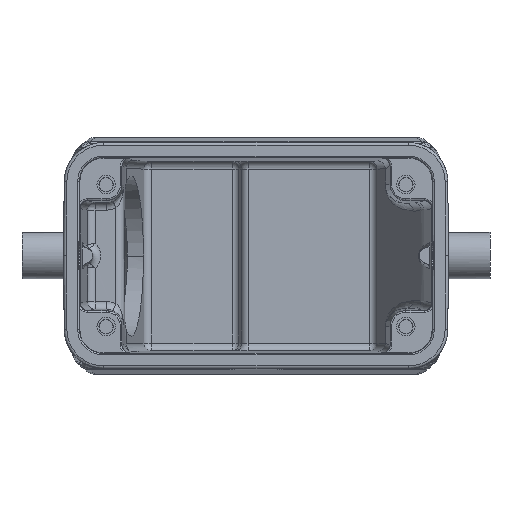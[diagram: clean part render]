
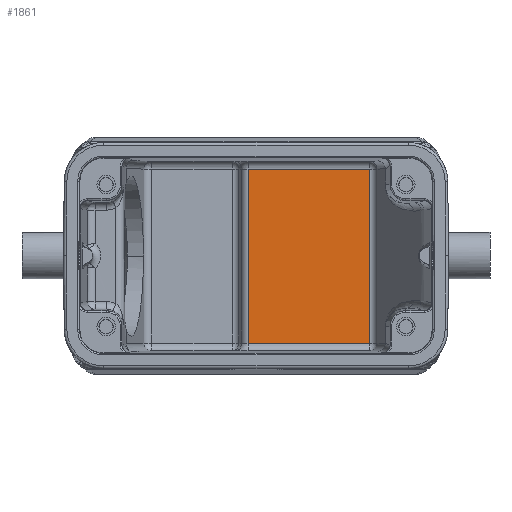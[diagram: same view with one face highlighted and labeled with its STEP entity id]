
A CAD part, top view. The second image highlights one B-rep face of the part: STEP entity #1861.
In plain terms, the highlighted planar face has unit normal (0, 0, 1).
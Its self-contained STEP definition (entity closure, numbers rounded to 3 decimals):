
#1210=FACE_OUTER_BOUND('',#2927,.T.);
#1861=ADVANCED_FACE('',(#1210),#2399,.F.);
#2399=PLANE('',#11232);
#2927=EDGE_LOOP('',(#5931,#5932,#5933,#5934));
#3699=LINE('',#16779,#4434);
#3700=LINE('',#16799,#4435);
#3702=LINE('',#16802,#4437);
#3703=LINE('',#16804,#4438);
#4434=VECTOR('',#12792,1.);
#4435=VECTOR('',#12801,1.);
#4437=VECTOR('',#12805,1.);
#4438=VECTOR('',#12806,1.);
#5931=ORIENTED_EDGE('',*,*,#9599,.T.);
#5932=ORIENTED_EDGE('',*,*,#9600,.T.);
#5933=ORIENTED_EDGE('',*,*,#9592,.T.);
#5934=ORIENTED_EDGE('',*,*,#9597,.T.);
#8412=VERTEX_POINT('',#16738);
#8423=VERTEX_POINT('',#16780);
#8426=VERTEX_POINT('',#16798);
#8427=VERTEX_POINT('',#16803);
#9592=EDGE_CURVE('',#8412,#8423,#3699,.T.);
#9597=EDGE_CURVE('',#8423,#8426,#3700,.T.);
#9599=EDGE_CURVE('',#8426,#8427,#3702,.T.);
#9600=EDGE_CURVE('',#8427,#8412,#3703,.T.);
#11232=AXIS2_PLACEMENT_3D('',#16805,#12807,#12808);
#12792=DIRECTION('',(0.,-1.,0.));
#12801=DIRECTION('',(1.,0.,0.));
#12805=DIRECTION('',(0.,1.,0.));
#12806=DIRECTION('',(-1.,0.,0.));
#12807=DIRECTION('',(0.,0.,-1.));
#12808=DIRECTION('',(-1.,0.,0.));
#16738=CARTESIAN_POINT('',(-1.493,16.546,-65.));
#16779=CARTESIAN_POINT('',(-1.493,16.546,-65.));
#16780=CARTESIAN_POINT('',(-1.493,-16.546,-65.));
#16798=CARTESIAN_POINT('',(21.573,-16.546,-65.));
#16799=CARTESIAN_POINT('',(-1.493,-16.546,-65.));
#16802=CARTESIAN_POINT('',(21.573,-16.546,-65.));
#16803=CARTESIAN_POINT('',(21.573,16.546,-65.));
#16804=CARTESIAN_POINT('',(21.573,16.546,-65.));
#16805=CARTESIAN_POINT('',(22.724,-18.6,-65.));
